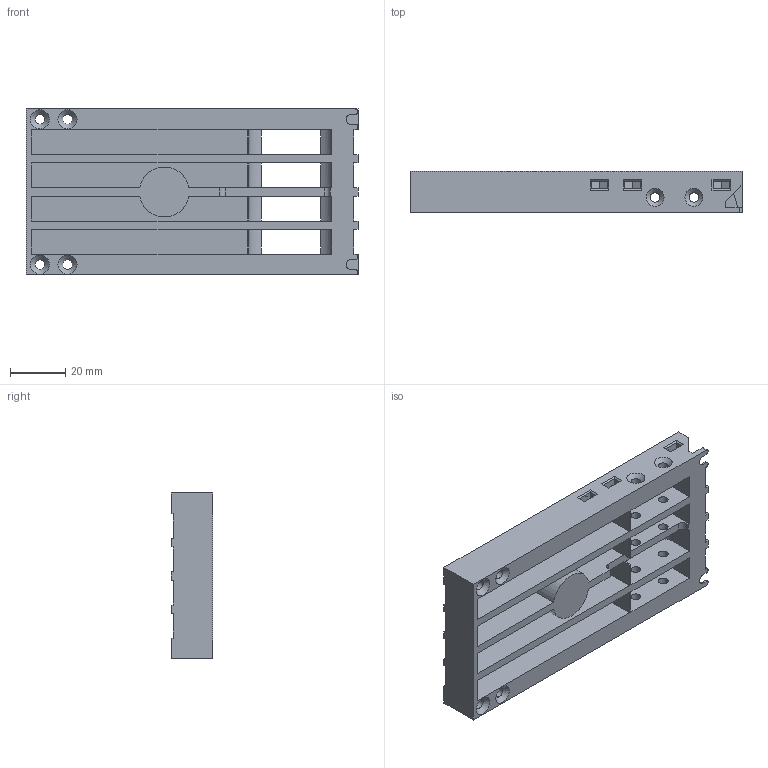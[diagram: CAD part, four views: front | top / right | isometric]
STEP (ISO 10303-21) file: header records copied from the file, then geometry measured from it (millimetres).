
FILE_DESCRIPTION(/* description */ ('Alibre Inc.'),/* implementation_level */ '2;1');
FILE_NAME(/* name */ 'export0',/* time_stamp */ '2015-07-11T14:21:30+12:00',/* author */ (''),/* organization */ (''),/* preprocessor_version */ 'ST-DEVELOPER v14',/* originating_system */ 'Alibre',/* authorisation */ '');
FILE_SCHEMA (('CONFIG_CONTROL_DESIGN'));
Length unit declared in the file: centimetre
Products named in the file (1): ID_1
Bounding box: 120 x 15 x 60 mm (x, y, z)
Volume: 49513 mm3; surface area: 34484.2 mm2
Topology: 1 solids, 1 shells, 246 faces, 639 edges, 412 vertices
Faces by surface type: plane 181, cylinder 45, cone 8, extrusion 8, torus 4
Full cylindrical faces by diameter (mm): 3.5 x26, 12.7 x1
Entity records: 7126 total; most frequent: CARTESIAN_POINT 1439, ORIENTED_EDGE 1186, DIRECTION 946, EDGE_CURVE 593, VECTOR 439, LINE 431, VERTEX_POINT 399, AXIS2_PLACEMENT_3D 337
